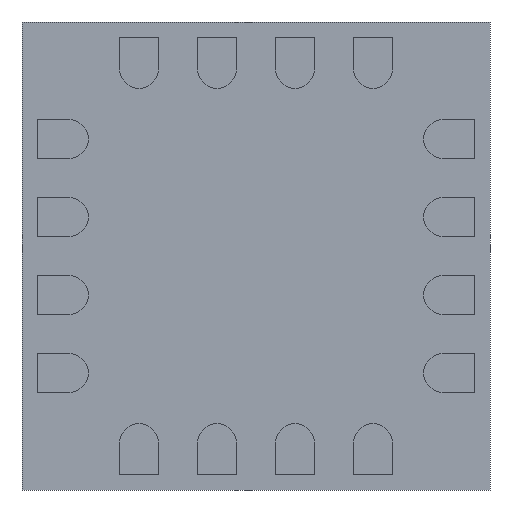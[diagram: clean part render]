
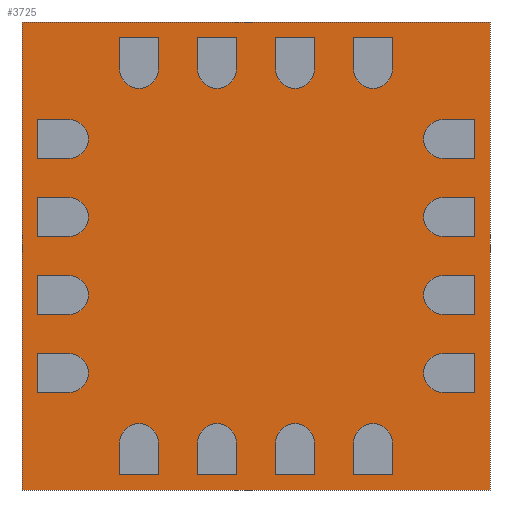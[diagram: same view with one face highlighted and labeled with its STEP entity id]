
A CAD part, front view. The second image highlights one B-rep face of the part: STEP entity #3725.
In plain terms, the highlighted planar face has unit normal (0, -1, 0).
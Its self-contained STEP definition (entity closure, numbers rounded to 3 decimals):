
#3568 = CARTESIAN_POINT ( 'NONE',  ( -1.5, 0.05, -1.5 ) ) ;
#3569 = VERTEX_POINT ( 'NONE', #3568 ) ;
#3570 = CARTESIAN_POINT ( 'NONE',  ( -1.5, 0.05, 1.5 ) ) ;
#3571 = VERTEX_POINT ( 'NONE', #3570 ) ;
#3572 = CARTESIAN_POINT ( 'NONE',  ( -1.5, 0.05, 1.5 ) ) ;
#3573 = DIRECTION ( 'NONE',  ( 0., 0., 1. ) ) ;
#3574 = VECTOR ( 'NONE', #3573, 1000. ) ;
#3575 = LINE ( 'NONE', #3572, #3574 ) ;
#3576 = EDGE_CURVE ( 'NONE', #3569, #3571, #3575, .T. ) ;
#3608 = CARTESIAN_POINT ( 'NONE',  ( 1.5, 0.05, 1.5 ) ) ;
#3609 = VERTEX_POINT ( 'NONE', #3608 ) ;
#3610 = CARTESIAN_POINT ( 'NONE',  ( 1.5, 0.05, 1.5 ) ) ;
#3611 = DIRECTION ( 'NONE',  ( 1., 0., 0. ) ) ;
#3612 = VECTOR ( 'NONE', #3611, 1000. ) ;
#3613 = LINE ( 'NONE', #3610, #3612 ) ;
#3614 = EDGE_CURVE ( 'NONE', #3571, #3609, #3613, .T. ) ;
#3639 = CARTESIAN_POINT ( 'NONE',  ( 1.5, 0.05, -1.5 ) ) ;
#3640 = VERTEX_POINT ( 'NONE', #3639 ) ;
#3641 = CARTESIAN_POINT ( 'NONE',  ( 1.5, 0.05, 1.5 ) ) ;
#3642 = DIRECTION ( 'NONE',  ( 0., 0., -1. ) ) ;
#3643 = VECTOR ( 'NONE', #3642, 1000. ) ;
#3644 = LINE ( 'NONE', #3641, #3643 ) ;
#3645 = EDGE_CURVE ( 'NONE', #3609, #3640, #3644, .T. ) ;
#3670 = CARTESIAN_POINT ( 'NONE',  ( 1.5, 0.05, -1.5 ) ) ;
#3671 = DIRECTION ( 'NONE',  ( -1., 0., 0. ) ) ;
#3672 = VECTOR ( 'NONE', #3671, 1000. ) ;
#3673 = LINE ( 'NONE', #3670, #3672 ) ;
#3674 = EDGE_CURVE ( 'NONE', #3640, #3569, #3673, .T. ) ;
#3714 = ORIENTED_EDGE ( 'NONE', *, *, #3576, .F. ) ;
#3715 = ORIENTED_EDGE ( 'NONE', *, *, #3674, .F. ) ;
#3716 = ORIENTED_EDGE ( 'NONE', *, *, #3645, .F. ) ;
#3717 = ORIENTED_EDGE ( 'NONE', *, *, #3614, .F. ) ;
#3718 = EDGE_LOOP ( 'NONE', ( #3714, #3715, #3716, #3717 ) ) ;
#3719 = FACE_OUTER_BOUND ( 'NONE', #3718, .T. ) ;
#3720 = CARTESIAN_POINT ( 'NONE',  ( 0., 0.05, 0. ) ) ;
#3721 = DIRECTION ( 'NONE',  ( 0., 1., 0. ) ) ;
#3722 = DIRECTION ( 'NONE',  ( 0., 0., 1. ) ) ;
#3723 = AXIS2_PLACEMENT_3D ( 'NONE', #3720, #3721, #3722 ) ;
#3724 = PLANE ( 'NONE', #3723 ) ;
#3725 = ADVANCED_FACE ( 'NONE', ( #3719 ), #3724, .F. ) ;
